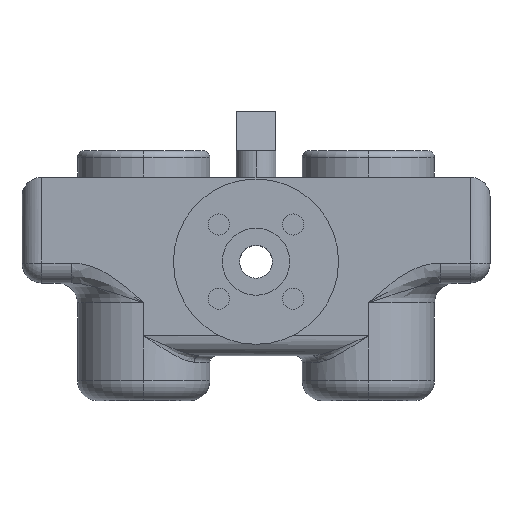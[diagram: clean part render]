
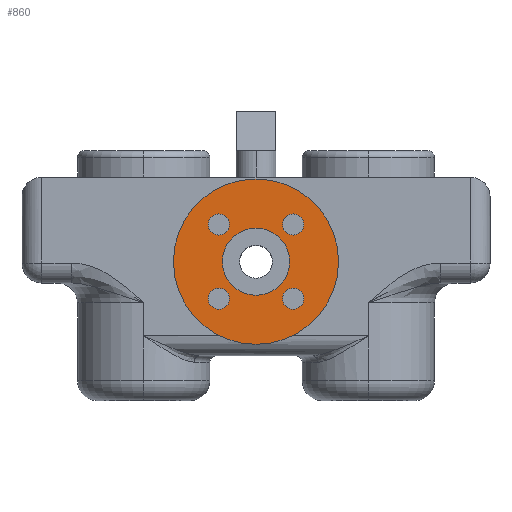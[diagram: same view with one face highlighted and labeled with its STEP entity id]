
A CAD part, top view. The second image highlights one B-rep face of the part: STEP entity #860.
In plain terms, the highlighted planar face has unit normal (0, 0, 1).
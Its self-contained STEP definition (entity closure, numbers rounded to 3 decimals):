
#103 = CARTESIAN_POINT ( 'NONE',  ( 20.072, -28.072, 74.4 ) ) ;
#156 = DIRECTION ( 'NONE',  ( -1., 0., 0. ) ) ;
#165 = CIRCLE ( 'NONE', #1778, 62.5 ) ;
#190 = DIRECTION ( 'NONE',  ( 1., 0., 0. ) ) ;
#229 = AXIS2_PLACEMENT_3D ( 'NONE', #2629, #2964, #1092 ) ;
#263 = CARTESIAN_POINT ( 'NONE',  ( 28.072, -28.072, 74.4 ) ) ;
#302 = CARTESIAN_POINT ( 'NONE',  ( 20.072, 28.072, 74.4 ) ) ;
#353 = ORIENTED_EDGE ( 'NONE', *, *, #3936, .F. ) ;
#414 = CIRCLE ( 'NONE', #229, 8. ) ;
#422 = DIRECTION ( 'NONE',  ( -1., 0., 0. ) ) ;
#423 = VERTEX_POINT ( 'NONE', #1293 ) ;
#465 = ORIENTED_EDGE ( 'NONE', *, *, #1399, .F. ) ;
#471 = DIRECTION ( 'NONE',  ( 1., 0., 0. ) ) ;
#526 = ORIENTED_EDGE ( 'NONE', *, *, #2001, .T. ) ;
#656 = EDGE_CURVE ( 'NONE', #2008, #2873, #1580, .T. ) ;
#677 = AXIS2_PLACEMENT_3D ( 'NONE', #263, #1737, #3679 ) ;
#687 = EDGE_LOOP ( 'NONE', ( #1494, #875 ) ) ;
#711 = CARTESIAN_POINT ( 'NONE',  ( 0., 0., 74.4 ) ) ;
#728 = DIRECTION ( 'NONE',  ( 0., 0., -1. ) ) ;
#792 = CARTESIAN_POINT ( 'NONE',  ( -62.5, 0., 74.4 ) ) ;
#818 = EDGE_CURVE ( 'NONE', #423, #2588, #2306, .T. ) ;
#851 = CIRCLE ( 'NONE', #2679, 8. ) ;
#853 = CARTESIAN_POINT ( 'NONE',  ( -25.4, 0., 74.4 ) ) ;
#860 = ADVANCED_FACE ( 'NONE', ( #2393, #3689, #888, #2127, #1676, #2490 ), #1050, .T. ) ;
#875 = ORIENTED_EDGE ( 'NONE', *, *, #893, .F. ) ;
#888 = FACE_BOUND ( 'NONE', #1392, .T. ) ;
#891 = CIRCLE ( 'NONE', #3957, 25.4 ) ;
#893 = EDGE_CURVE ( 'NONE', #3464, #1038, #165, .T. ) ;
#943 = AXIS2_PLACEMENT_3D ( 'NONE', #3200, #2852, #3786 ) ;
#951 = ORIENTED_EDGE ( 'NONE', *, *, #3049, .F. ) ;
#1000 = ORIENTED_EDGE ( 'NONE', *, *, #3779, .T. ) ;
#1028 = EDGE_CURVE ( 'NONE', #2588, #423, #414, .T. ) ;
#1038 = VERTEX_POINT ( 'NONE', #792 ) ;
#1050 = PLANE ( 'NONE',  #3695 ) ;
#1067 = AXIS2_PLACEMENT_3D ( 'NONE', #1166, #3101, #2415 ) ;
#1092 = DIRECTION ( 'NONE',  ( 1., 0., 0. ) ) ;
#1145 = AXIS2_PLACEMENT_3D ( 'NONE', #711, #1655, #1631 ) ;
#1166 = CARTESIAN_POINT ( 'NONE',  ( 28.072, 28.072, 74.4 ) ) ;
#1186 = AXIS2_PLACEMENT_3D ( 'NONE', #3908, #2928, #471 ) ;
#1220 = ORIENTED_EDGE ( 'NONE', *, *, #656, .F. ) ;
#1252 = EDGE_CURVE ( 'NONE', #2566, #3844, #2119, .T. ) ;
#1293 = CARTESIAN_POINT ( 'NONE',  ( 36.072, 28.072, 74.4 ) ) ;
#1386 = CARTESIAN_POINT ( 'NONE',  ( -28.072, 28.072, 74.4 ) ) ;
#1392 = EDGE_LOOP ( 'NONE', ( #951, #1220 ) ) ;
#1399 = EDGE_CURVE ( 'NONE', #3844, #2566, #3955, .T. ) ;
#1430 = DIRECTION ( 'NONE',  ( 0., 0., 1. ) ) ;
#1459 = AXIS2_PLACEMENT_3D ( 'NONE', #1963, #1705, #2658 ) ;
#1494 = ORIENTED_EDGE ( 'NONE', *, *, #2006, .F. ) ;
#1506 = CARTESIAN_POINT ( 'NONE',  ( -36.072, 28.072, 74.4 ) ) ;
#1534 = EDGE_LOOP ( 'NONE', ( #3533, #2035 ) ) ;
#1568 = CARTESIAN_POINT ( 'NONE',  ( -20.072, -28.072, 74.4 ) ) ;
#1580 = CIRCLE ( 'NONE', #677, 8. ) ;
#1604 = VERTEX_POINT ( 'NONE', #2189 ) ;
#1631 = DIRECTION ( 'NONE',  ( -1., 0., 0. ) ) ;
#1652 = DIRECTION ( 'NONE',  ( 0., 0., 1. ) ) ;
#1655 = DIRECTION ( 'NONE',  ( 0., 0., -1. ) ) ;
#1676 = FACE_BOUND ( 'NONE', #3294, .T. ) ;
#1705 = DIRECTION ( 'NONE',  ( 0., 0., 1. ) ) ;
#1737 = DIRECTION ( 'NONE',  ( 0., 0., 1. ) ) ;
#1778 = AXIS2_PLACEMENT_3D ( 'NONE', #2923, #3119, #1846 ) ;
#1794 = VERTEX_POINT ( 'NONE', #1506 ) ;
#1822 = EDGE_LOOP ( 'NONE', ( #2775, #465 ) ) ;
#1846 = DIRECTION ( 'NONE',  ( -1., 0., 0. ) ) ;
#1958 = CARTESIAN_POINT ( 'NONE',  ( 0., 25.4, 74.4 ) ) ;
#1963 = CARTESIAN_POINT ( 'NONE',  ( -28.072, -28.072, 74.4 ) ) ;
#2001 = EDGE_CURVE ( 'NONE', #2316, #2499, #891, .T. ) ;
#2006 = EDGE_CURVE ( 'NONE', #1038, #3464, #3173, .T. ) ;
#2008 = VERTEX_POINT ( 'NONE', #103 ) ;
#2035 = ORIENTED_EDGE ( 'NONE', *, *, #1028, .F. ) ;
#2119 = CIRCLE ( 'NONE', #943, 8. ) ;
#2127 = FACE_BOUND ( 'NONE', #1534, .T. ) ;
#2146 = AXIS2_PLACEMENT_3D ( 'NONE', #2310, #2957, #156 ) ;
#2189 = CARTESIAN_POINT ( 'NONE',  ( -20.072, 28.072, 74.4 ) ) ;
#2281 = DIRECTION ( 'NONE',  ( 0., 0., 1. ) ) ;
#2290 = DIRECTION ( 'NONE',  ( 1., 0., 0. ) ) ;
#2306 = CIRCLE ( 'NONE', #1067, 8. ) ;
#2310 = CARTESIAN_POINT ( 'NONE',  ( 0., 0., 74.4 ) ) ;
#2316 = VERTEX_POINT ( 'NONE', #3651 ) ;
#2353 = CARTESIAN_POINT ( 'NONE',  ( -28.072, 28.072, 74.4 ) ) ;
#2393 = FACE_BOUND ( 'NONE', #3147, .T. ) ;
#2415 = DIRECTION ( 'NONE',  ( 1., 0., 0. ) ) ;
#2426 = CIRCLE ( 'NONE', #3734, 8. ) ;
#2479 = ORIENTED_EDGE ( 'NONE', *, *, #3663, .F. ) ;
#2490 = FACE_OUTER_BOUND ( 'NONE', #687, .T. ) ;
#2499 = VERTEX_POINT ( 'NONE', #853 ) ;
#2566 = VERTEX_POINT ( 'NONE', #1568 ) ;
#2588 = VERTEX_POINT ( 'NONE', #302 ) ;
#2606 = CIRCLE ( 'NONE', #2146, 25.4 ) ;
#2629 = CARTESIAN_POINT ( 'NONE',  ( 28.072, 28.072, 74.4 ) ) ;
#2658 = DIRECTION ( 'NONE',  ( 1., 0., 0. ) ) ;
#2679 = AXIS2_PLACEMENT_3D ( 'NONE', #1386, #2281, #190 ) ;
#2775 = ORIENTED_EDGE ( 'NONE', *, *, #1252, .F. ) ;
#2840 = CARTESIAN_POINT ( 'NONE',  ( 0., 0., 74.4 ) ) ;
#2848 = CARTESIAN_POINT ( 'NONE',  ( 36.072, -28.072, 74.4 ) ) ;
#2852 = DIRECTION ( 'NONE',  ( 0., 0., 1. ) ) ;
#2873 = VERTEX_POINT ( 'NONE', #2848 ) ;
#2923 = CARTESIAN_POINT ( 'NONE',  ( 0., 0., 74.4 ) ) ;
#2928 = DIRECTION ( 'NONE',  ( 0., 0., 1. ) ) ;
#2957 = DIRECTION ( 'NONE',  ( 0., 0., -1. ) ) ;
#2964 = DIRECTION ( 'NONE',  ( 0., 0., 1. ) ) ;
#3049 = EDGE_CURVE ( 'NONE', #2873, #2008, #3148, .T. ) ;
#3101 = DIRECTION ( 'NONE',  ( 0., 0., 1. ) ) ;
#3119 = DIRECTION ( 'NONE',  ( 0., 0., -1. ) ) ;
#3147 = EDGE_LOOP ( 'NONE', ( #353, #2479 ) ) ;
#3148 = CIRCLE ( 'NONE', #1186, 8. ) ;
#3173 = CIRCLE ( 'NONE', #1145, 62.5 ) ;
#3200 = CARTESIAN_POINT ( 'NONE',  ( -28.072, -28.072, 74.4 ) ) ;
#3294 = EDGE_LOOP ( 'NONE', ( #1000, #526 ) ) ;
#3464 = VERTEX_POINT ( 'NONE', #3903 ) ;
#3533 = ORIENTED_EDGE ( 'NONE', *, *, #818, .F. ) ;
#3651 = CARTESIAN_POINT ( 'NONE',  ( 25.4, 0., 74.4 ) ) ;
#3663 = EDGE_CURVE ( 'NONE', #1794, #1604, #2426, .T. ) ;
#3679 = DIRECTION ( 'NONE',  ( 1., 0., 0. ) ) ;
#3689 = FACE_BOUND ( 'NONE', #1822, .T. ) ;
#3695 = AXIS2_PLACEMENT_3D ( 'NONE', #1958, #1652, #2290 ) ;
#3734 = AXIS2_PLACEMENT_3D ( 'NONE', #2353, #1430, #3850 ) ;
#3742 = CARTESIAN_POINT ( 'NONE',  ( -36.072, -28.072, 74.4 ) ) ;
#3779 = EDGE_CURVE ( 'NONE', #2499, #2316, #2606, .T. ) ;
#3786 = DIRECTION ( 'NONE',  ( 1., 0., 0. ) ) ;
#3844 = VERTEX_POINT ( 'NONE', #3742 ) ;
#3850 = DIRECTION ( 'NONE',  ( 1., 0., 0. ) ) ;
#3903 = CARTESIAN_POINT ( 'NONE',  ( 62.5, 0., 74.4 ) ) ;
#3908 = CARTESIAN_POINT ( 'NONE',  ( 28.072, -28.072, 74.4 ) ) ;
#3936 = EDGE_CURVE ( 'NONE', #1604, #1794, #851, .T. ) ;
#3955 = CIRCLE ( 'NONE', #1459, 8. ) ;
#3957 = AXIS2_PLACEMENT_3D ( 'NONE', #2840, #728, #422 ) ;
